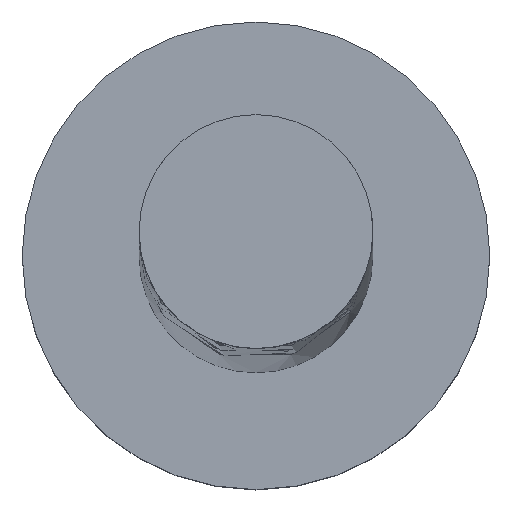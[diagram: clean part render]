
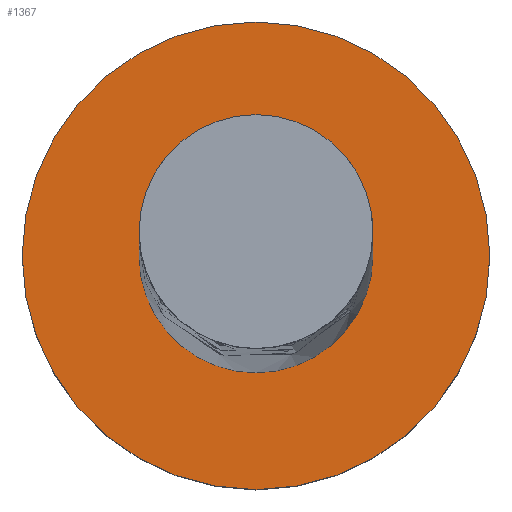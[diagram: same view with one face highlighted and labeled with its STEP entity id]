
A CAD part, top view. The second image highlights one B-rep face of the part: STEP entity #1367.
In plain terms, the highlighted planar face has unit normal (0, 0, 1).
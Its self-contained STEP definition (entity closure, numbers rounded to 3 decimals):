
#24 = ORIENTED_EDGE ( 'NONE', *, *, #595, .F. ) ;
#27 = CIRCLE ( 'NONE', #1311, 6. ) ;
#57 = EDGE_CURVE ( 'NONE', #415, #1254, #262, .T. ) ;
#123 = CARTESIAN_POINT ( 'NONE',  ( 0., 0., 5. ) ) ;
#125 = DIRECTION ( 'NONE',  ( 1., 0., 0. ) ) ;
#262 = CIRCLE ( 'NONE', #1523, 3. ) ;
#312 = EDGE_LOOP ( 'NONE', ( #579, #24 ) ) ;
#359 = DIRECTION ( 'NONE',  ( 0., 0., 1. ) ) ;
#372 = DIRECTION ( 'NONE',  ( 0., 0., 1. ) ) ;
#415 = VERTEX_POINT ( 'NONE', #1354 ) ;
#422 = AXIS2_PLACEMENT_3D ( 'NONE', #999, #1579, #1293 ) ;
#454 = CIRCLE ( 'NONE', #700, 6. ) ;
#487 = EDGE_CURVE ( 'NONE', #895, #1457, #27, .T. ) ;
#504 = PLANE ( 'NONE',  #1768 ) ;
#514 = CIRCLE ( 'NONE', #422, 3. ) ;
#557 = ORIENTED_EDGE ( 'NONE', *, *, #653, .T. ) ;
#579 = ORIENTED_EDGE ( 'NONE', *, *, #57, .F. ) ;
#595 = EDGE_CURVE ( 'NONE', #1254, #415, #514, .T. ) ;
#642 = CARTESIAN_POINT ( 'NONE',  ( 6., 0., 5. ) ) ;
#653 = EDGE_CURVE ( 'NONE', #1457, #895, #454, .T. ) ;
#669 = ORIENTED_EDGE ( 'NONE', *, *, #487, .T. ) ;
#670 = CARTESIAN_POINT ( 'NONE',  ( 0., 0., 5. ) ) ;
#700 = AXIS2_PLACEMENT_3D ( 'NONE', #123, #372, #1112 ) ;
#771 = EDGE_LOOP ( 'NONE', ( #669, #557 ) ) ;
#806 = CARTESIAN_POINT ( 'NONE',  ( 3., 0., 5. ) ) ;
#809 = DIRECTION ( 'NONE',  ( 1., 0., 0. ) ) ;
#895 = VERTEX_POINT ( 'NONE', #1199 ) ;
#941 = FACE_BOUND ( 'NONE', #312, .T. ) ;
#999 = CARTESIAN_POINT ( 'NONE',  ( 0., 0., 5. ) ) ;
#1112 = DIRECTION ( 'NONE',  ( 1., 0., 0. ) ) ;
#1199 = CARTESIAN_POINT ( 'NONE',  ( -6., 0., 5. ) ) ;
#1254 = VERTEX_POINT ( 'NONE', #806 ) ;
#1284 = DIRECTION ( 'NONE',  ( 0., 0., 1. ) ) ;
#1293 = DIRECTION ( 'NONE',  ( 1., 0., 0. ) ) ;
#1311 = AXIS2_PLACEMENT_3D ( 'NONE', #1686, #1847, #809 ) ;
#1354 = CARTESIAN_POINT ( 'NONE',  ( -3., 0., 5. ) ) ;
#1367 = ADVANCED_FACE ( 'NONE', ( #941, #1655 ), #504, .T. ) ;
#1369 = DIRECTION ( 'NONE',  ( 1., 0., 0. ) ) ;
#1457 = VERTEX_POINT ( 'NONE', #642 ) ;
#1523 = AXIS2_PLACEMENT_3D ( 'NONE', #1659, #1284, #125 ) ;
#1579 = DIRECTION ( 'NONE',  ( 0., 0., 1. ) ) ;
#1655 = FACE_OUTER_BOUND ( 'NONE', #771, .T. ) ;
#1659 = CARTESIAN_POINT ( 'NONE',  ( 0., 0., 5. ) ) ;
#1686 = CARTESIAN_POINT ( 'NONE',  ( 0., 0., 5. ) ) ;
#1768 = AXIS2_PLACEMENT_3D ( 'NONE', #670, #359, #1369 ) ;
#1847 = DIRECTION ( 'NONE',  ( 0., 0., 1. ) ) ;
